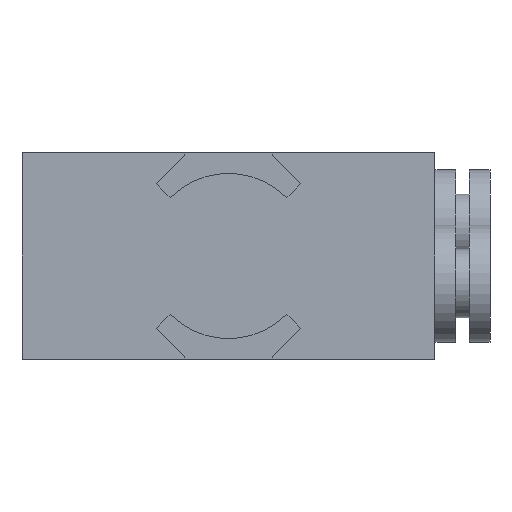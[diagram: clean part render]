
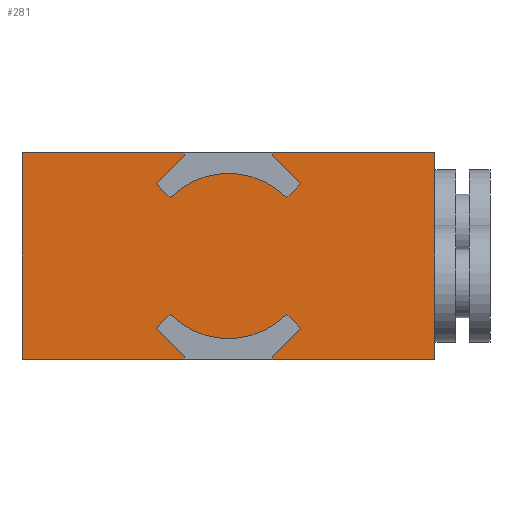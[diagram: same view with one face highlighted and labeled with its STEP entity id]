
A CAD part, front view. The second image highlights one B-rep face of the part: STEP entity #281.
In plain terms, the highlighted planar face has unit normal (0, -1, 0).
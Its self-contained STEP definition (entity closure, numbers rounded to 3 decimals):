
#281 = ADVANCED_FACE( '', ( #707 ), #708, .F. );
#707 = FACE_OUTER_BOUND( '', #1330, .T. );
#708 = PLANE( '', #1331 );
#1330 = EDGE_LOOP( '', ( #2002, #2003, #2004, #2005, #2006, #2007, #2008, #2009, #2010, #2011, #2012, #2013, #2014, #2015, #2016, #2017, #2018, #2019, #2020, #2021 ) );
#1331 = AXIS2_PLACEMENT_3D( '', #2022, #2023, #2024 );
#2002 = ORIENTED_EDGE( '', *, *, #3637, .T. );
#2003 = ORIENTED_EDGE( '', *, *, #3638, .T. );
#2004 = ORIENTED_EDGE( '', *, *, #3639, .F. );
#2005 = ORIENTED_EDGE( '', *, *, #3640, .T. );
#2006 = ORIENTED_EDGE( '', *, *, #3641, .T. );
#2007 = ORIENTED_EDGE( '', *, *, #3642, .T. );
#2008 = ORIENTED_EDGE( '', *, *, #3595, .T. );
#2009 = ORIENTED_EDGE( '', *, *, #3643, .T. );
#2010 = ORIENTED_EDGE( '', *, *, #3615, .F. );
#2011 = ORIENTED_EDGE( '', *, *, #3644, .T. );
#2012 = ORIENTED_EDGE( '', *, *, #3645, .T. );
#2013 = ORIENTED_EDGE( '', *, *, #3646, .T. );
#2014 = ORIENTED_EDGE( '', *, *, #3647, .T. );
#2015 = ORIENTED_EDGE( '', *, *, #3648, .F. );
#2016 = ORIENTED_EDGE( '', *, *, #3649, .F. );
#2017 = ORIENTED_EDGE( '', *, *, #3650, .T. );
#2018 = ORIENTED_EDGE( '', *, *, #3651, .T. );
#2019 = ORIENTED_EDGE( '', *, *, #3652, .T. );
#2020 = ORIENTED_EDGE( '', *, *, #3653, .F. );
#2021 = ORIENTED_EDGE( '', *, *, #3654, .T. );
#2022 = CARTESIAN_POINT( '', ( -15., -33., 7.5 ) );
#2023 = DIRECTION( '', ( 0., 1., 0. ) );
#2024 = DIRECTION( '', ( 0., 0., 1. ) );
#3595 = EDGE_CURVE( '', #4262, #4267, #4269, .T. );
#3615 = EDGE_CURVE( '', #4303, #4304, #4305, .T. );
#3637 = EDGE_CURVE( '', #4340, #4341, #4342, .T. );
#3638 = EDGE_CURVE( '', #4341, #4343, #4344, .T. );
#3639 = EDGE_CURVE( '', #4345, #4343, #4346, .T. );
#3640 = EDGE_CURVE( '', #4345, #4347, #4348, .T. );
#3641 = EDGE_CURVE( '', #4347, #4349, #4350, .T. );
#3642 = EDGE_CURVE( '', #4349, #4262, #4351, .T. );
#3643 = EDGE_CURVE( '', #4267, #4304, #4352, .T. );
#3644 = EDGE_CURVE( '', #4303, #4353, #4354, .T. );
#3645 = EDGE_CURVE( '', #4353, #4355, #4356, .T. );
#3646 = EDGE_CURVE( '', #4355, #4357, #4358, .T. );
#3647 = EDGE_CURVE( '', #4357, #4359, #4360, .T. );
#3648 = EDGE_CURVE( '', #4361, #4359, #4362, .T. );
#3649 = EDGE_CURVE( '', #4363, #4361, #4364, .T. );
#3650 = EDGE_CURVE( '', #4363, #4365, #4366, .T. );
#3651 = EDGE_CURVE( '', #4365, #4367, #4368, .T. );
#3652 = EDGE_CURVE( '', #4367, #4369, #4370, .T. );
#3653 = EDGE_CURVE( '', #4371, #4369, #4372, .T. );
#3654 = EDGE_CURVE( '', #4371, #4340, #4373, .T. );
#4262 = VERTEX_POINT( '', #5243 );
#4267 = VERTEX_POINT( '', #5250 );
#4269 = LINE( '', #5253, #5254 );
#4303 = VERTEX_POINT( '', #5298 );
#4304 = VERTEX_POINT( '', #5299 );
#4305 = CIRCLE( '', #5300, 6. );
#4340 = VERTEX_POINT( '', #5348 );
#4341 = VERTEX_POINT( '', #5349 );
#4342 = LINE( '', #5350, #5351 );
#4343 = VERTEX_POINT( '', #5352 );
#4344 = LINE( '', #5353, #5354 );
#4345 = VERTEX_POINT( '', #5355 );
#4346 = LINE( '', #5356, #5357 );
#4347 = VERTEX_POINT( '', #5358 );
#4348 = LINE( '', #5359, #5360 );
#4349 = VERTEX_POINT( '', #5361 );
#4350 = LINE( '', #5362, #5363 );
#4351 = LINE( '', #5364, #5365 );
#4352 = LINE( '', #5366, #5367 );
#4353 = VERTEX_POINT( '', #5368 );
#4354 = LINE( '', #5369, #5370 );
#4355 = VERTEX_POINT( '', #5371 );
#4356 = LINE( '', #5372, #5373 );
#4357 = VERTEX_POINT( '', #5374 );
#4358 = LINE( '', #5375, #5376 );
#4359 = VERTEX_POINT( '', #5377 );
#4360 = LINE( '', #5378, #5379 );
#4361 = VERTEX_POINT( '', #5380 );
#4362 = LINE( '', #5381, #5382 );
#4363 = VERTEX_POINT( '', #5383 );
#4364 = LINE( '', #5384, #5385 );
#4365 = VERTEX_POINT( '', #5386 );
#4366 = LINE( '', #5387, #5388 );
#4367 = VERTEX_POINT( '', #5389 );
#4368 = LINE( '', #5390, #5391 );
#4369 = VERTEX_POINT( '', #5392 );
#4370 = LINE( '', #5393, #5394 );
#4371 = VERTEX_POINT( '', #5395 );
#4372 = CIRCLE( '', #5396, 6. );
#4373 = LINE( '', #5397, #5398 );
#5243 = CARTESIAN_POINT( '', ( -3.2, -33., -7.3 ) );
#5250 = CARTESIAN_POINT( '', ( -5.25, -33., -5.25 ) );
#5253 = CARTESIAN_POINT( '', ( -16.5, -33., 6. ) );
#5254 = VECTOR( '', #6717, 1000. );
#5298 = CARTESIAN_POINT( '', ( 4.243, -33., -4.243 ) );
#5299 = CARTESIAN_POINT( '', ( -4.243, -33., -4.243 ) );
#5300 = AXIS2_PLACEMENT_3D( '', #6740, #6741, #6742 );
#5348 = CARTESIAN_POINT( '', ( -5.25, -33., 5.25 ) );
#5349 = CARTESIAN_POINT( '', ( -3.2, -33., 7.3 ) );
#5350 = CARTESIAN_POINT( '', ( -9., -33., 1.5 ) );
#5351 = VECTOR( '', #6765, 1000. );
#5352 = CARTESIAN_POINT( '', ( -3.2, -33., 7.5 ) );
#5353 = CARTESIAN_POINT( '', ( -3.2, -33., 7.5 ) );
#5354 = VECTOR( '', #6766, 1000. );
#5355 = CARTESIAN_POINT( '', ( -15., -33., 7.5 ) );
#5356 = CARTESIAN_POINT( '', ( -15., -33., 7.5 ) );
#5357 = VECTOR( '', #6767, 1000. );
#5358 = CARTESIAN_POINT( '', ( -15., -33., -7.5 ) );
#5359 = CARTESIAN_POINT( '', ( -15., -33., 7.5 ) );
#5360 = VECTOR( '', #6768, 1000. );
#5361 = CARTESIAN_POINT( '', ( -3.2, -33., -7.5 ) );
#5362 = CARTESIAN_POINT( '', ( -15., -33., -7.5 ) );
#5363 = VECTOR( '', #6769, 1000. );
#5364 = CARTESIAN_POINT( '', ( -3.2, -33., 7.5 ) );
#5365 = VECTOR( '', #6770, 1000. );
#5366 = CARTESIAN_POINT( '', ( -3.75, -33., -3.75 ) );
#5367 = VECTOR( '', #6771, 1000. );
#5368 = CARTESIAN_POINT( '', ( 5.25, -33., -5.25 ) );
#5369 = CARTESIAN_POINT( '', ( -11.25, -33., 11.25 ) );
#5370 = VECTOR( '', #6772, 1000. );
#5371 = CARTESIAN_POINT( '', ( 3.2, -33., -7.3 ) );
#5372 = CARTESIAN_POINT( '', ( 1.5, -33., -9. ) );
#5373 = VECTOR( '', #6773, 1000. );
#5374 = CARTESIAN_POINT( '', ( 3.2, -33., -7.5 ) );
#5375 = CARTESIAN_POINT( '', ( 3.2, -33., 7.5 ) );
#5376 = VECTOR( '', #6774, 1000. );
#5377 = CARTESIAN_POINT( '', ( 15., -33., -7.5 ) );
#5378 = CARTESIAN_POINT( '', ( -15., -33., -7.5 ) );
#5379 = VECTOR( '', #6775, 1000. );
#5380 = CARTESIAN_POINT( '', ( 15., -33., 7.5 ) );
#5381 = CARTESIAN_POINT( '', ( 15., -33., 7.5 ) );
#5382 = VECTOR( '', #6776, 1000. );
#5383 = CARTESIAN_POINT( '', ( 3.2, -33., 7.5 ) );
#5384 = CARTESIAN_POINT( '', ( -15., -33., 7.5 ) );
#5385 = VECTOR( '', #6777, 1000. );
#5386 = CARTESIAN_POINT( '', ( 3.2, -33., 7.3 ) );
#5387 = CARTESIAN_POINT( '', ( 3.2, -33., 7.5 ) );
#5388 = VECTOR( '', #6778, 1000. );
#5389 = CARTESIAN_POINT( '', ( 5.25, -33., 5.25 ) );
#5390 = CARTESIAN_POINT( '', ( -6., -33., 16.5 ) );
#5391 = VECTOR( '', #6779, 1000. );
#5392 = CARTESIAN_POINT( '', ( 4.243, -33., 4.243 ) );
#5393 = CARTESIAN_POINT( '', ( -3.75, -33., -3.75 ) );
#5394 = VECTOR( '', #6780, 1000. );
#5395 = CARTESIAN_POINT( '', ( -4.243, -33., 4.243 ) );
#5396 = AXIS2_PLACEMENT_3D( '', #6781, #6782, #6783 );
#5397 = CARTESIAN_POINT( '', ( -11.25, -33., 11.25 ) );
#5398 = VECTOR( '', #6784, 1000. );
#6717 = DIRECTION( '', ( -0.707, 0., 0.707 ) );
#6740 = CARTESIAN_POINT( '', ( 0., -33., 0. ) );
#6741 = DIRECTION( '', ( 0., 1., 0. ) );
#6742 = DIRECTION( '', ( 0., 0., 1. ) );
#6765 = DIRECTION( '', ( 0.707, 0., 0.707 ) );
#6766 = DIRECTION( '', ( 0., 0., 1. ) );
#6767 = DIRECTION( '', ( 1., 0., 0. ) );
#6768 = DIRECTION( '', ( 0., 0., -1. ) );
#6769 = DIRECTION( '', ( 1., 0., 0. ) );
#6770 = DIRECTION( '', ( 0., 0., 1. ) );
#6771 = DIRECTION( '', ( 0.707, 0., 0.707 ) );
#6772 = DIRECTION( '', ( 0.707, 0., -0.707 ) );
#6773 = DIRECTION( '', ( -0.707, 0., -0.707 ) );
#6774 = DIRECTION( '', ( 0., 0., -1. ) );
#6775 = DIRECTION( '', ( 1., 0., 0. ) );
#6776 = DIRECTION( '', ( 0., 0., -1. ) );
#6777 = DIRECTION( '', ( 1., 0., 0. ) );
#6778 = DIRECTION( '', ( 0., 0., -1. ) );
#6779 = DIRECTION( '', ( 0.707, 0., -0.707 ) );
#6780 = DIRECTION( '', ( -0.707, 0., -0.707 ) );
#6781 = CARTESIAN_POINT( '', ( 0., -33., 0. ) );
#6782 = DIRECTION( '', ( 0., 1., 0. ) );
#6783 = DIRECTION( '', ( 0., 0., 1. ) );
#6784 = DIRECTION( '', ( -0.707, 0., 0.707 ) );
